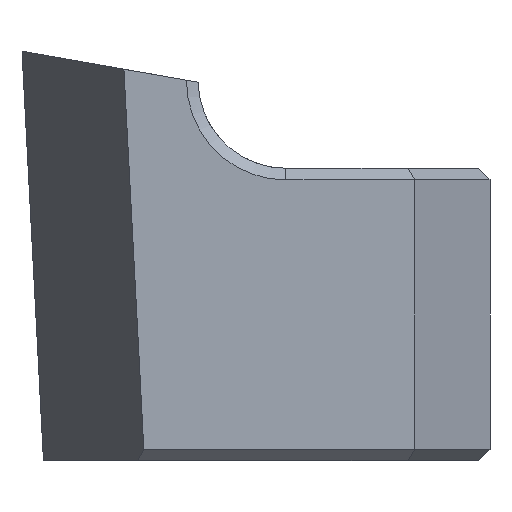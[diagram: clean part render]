
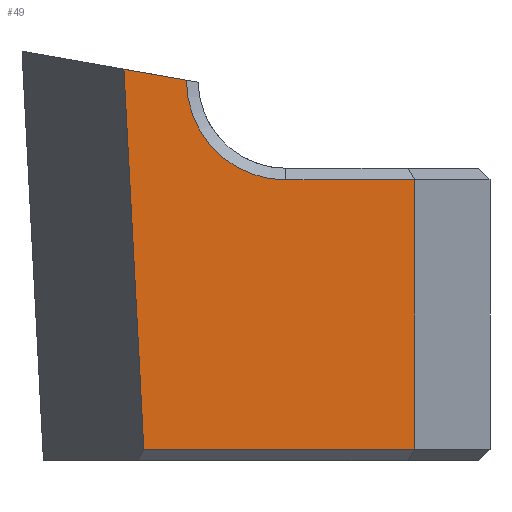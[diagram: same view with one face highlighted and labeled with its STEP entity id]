
A CAD part, left-side view. The second image highlights one B-rep face of the part: STEP entity #49.
In plain terms, the highlighted planar face has unit normal (-1, 0, 0).
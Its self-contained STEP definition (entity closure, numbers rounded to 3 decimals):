
#4 = CARTESIAN_POINT ( 'NONE',  ( -3.04, 1.285, 0.2 ) ) ;
#5 = CARTESIAN_POINT ( 'NONE',  ( -3.04, 1.285, 4.8 ) ) ;
#15 = ORIENTED_EDGE ( 'NONE', *, *, #323, .T. ) ;
#49 = ADVANCED_FACE ( 'NONE', ( #841 ), #547, .F. ) ;
#61 = ORIENTED_EDGE ( 'NONE', *, *, #203, .T. ) ;
#114 = CARTESIAN_POINT ( 'NONE',  ( -3.04, 5.917, 0.2 ) ) ;
#121 = CARTESIAN_POINT ( 'NONE',  ( -3.04, 6.258, 6.693 ) ) ;
#137 = EDGE_CURVE ( 'NONE', #870, #778, #897, .T. ) ;
#152 = CARTESIAN_POINT ( 'NONE',  ( -3.04, 1.285, 7. ) ) ;
#164 = DIRECTION ( 'NONE',  ( 0., 1., 0. ) ) ;
#174 = EDGE_LOOP ( 'NONE', ( #459, #15, #234, #333, #61, #599 ) ) ;
#203 = EDGE_CURVE ( 'NONE', #969, #803, #259, .T. ) ;
#234 = ORIENTED_EDGE ( 'NONE', *, *, #137, .F. ) ;
#259 = CIRCLE ( 'NONE', #960, 1.7 ) ;
#296 = LINE ( 'NONE', #642, #586 ) ;
#323 = EDGE_CURVE ( 'NONE', #593, #778, #656, .T. ) ;
#333 = ORIENTED_EDGE ( 'NONE', *, *, #858, .T. ) ;
#380 = EDGE_CURVE ( 'NONE', #591, #803, #644, .T. ) ;
#419 = VECTOR ( 'NONE', #822, 1000. ) ;
#459 = ORIENTED_EDGE ( 'NONE', *, *, #930, .F. ) ;
#470 = DIRECTION ( 'NONE',  ( 0., 0., -1. ) ) ;
#478 = DIRECTION ( 'NONE',  ( 1., 0., 0. ) ) ;
#486 = CARTESIAN_POINT ( 'NONE',  ( -3.04, 3.489, 6.5 ) ) ;
#526 = DIRECTION ( 'NONE',  ( 0., -0.985, -0.174 ) ) ;
#547 = PLANE ( 'NONE',  #850 ) ;
#586 = VECTOR ( 'NONE', #943, 1000. ) ;
#591 = VERTEX_POINT ( 'NONE', #121 ) ;
#593 = VERTEX_POINT ( 'NONE', #114 ) ;
#599 = ORIENTED_EDGE ( 'NONE', *, *, #380, .F. ) ;
#620 = DIRECTION ( 'NONE',  ( 0., 0., -1. ) ) ;
#629 = LINE ( 'NONE', #926, #848 ) ;
#642 = CARTESIAN_POINT ( 'NONE',  ( -3.04, 5.891, -0.309 ) ) ;
#644 = LINE ( 'NONE', #1019, #813 ) ;
#656 = LINE ( 'NONE', #4, #693 ) ;
#693 = VECTOR ( 'NONE', #999, 1000. ) ;
#718 = CARTESIAN_POINT ( 'NONE',  ( -3.04, 3.489, 4.8 ) ) ;
#778 = VERTEX_POINT ( 'NONE', #990 ) ;
#803 = VERTEX_POINT ( 'NONE', #1072 ) ;
#813 = VECTOR ( 'NONE', #526, 1000. ) ;
#822 = DIRECTION ( 'NONE',  ( 0., 0., -1. ) ) ;
#841 = FACE_OUTER_BOUND ( 'NONE', #174, .T. ) ;
#848 = VECTOR ( 'NONE', #164, 1000. ) ;
#850 = AXIS2_PLACEMENT_3D ( 'NONE', #152, #913, #620 ) ;
#858 = EDGE_CURVE ( 'NONE', #870, #969, #629, .T. ) ;
#870 = VERTEX_POINT ( 'NONE', #5 ) ;
#897 = LINE ( 'NONE', #974, #419 ) ;
#913 = DIRECTION ( 'NONE',  ( 1., 0., 0. ) ) ;
#926 = CARTESIAN_POINT ( 'NONE',  ( -3.04, 3.489, 4.8 ) ) ;
#930 = EDGE_CURVE ( 'NONE', #593, #591, #296, .T. ) ;
#943 = DIRECTION ( 'NONE',  ( 0., 0.052, 0.999 ) ) ;
#960 = AXIS2_PLACEMENT_3D ( 'NONE', #486, #478, #470 ) ;
#969 = VERTEX_POINT ( 'NONE', #718 ) ;
#974 = CARTESIAN_POINT ( 'NONE',  ( -3.04, 1.285, 7. ) ) ;
#990 = CARTESIAN_POINT ( 'NONE',  ( -3.04, 1.285, 0.2 ) ) ;
#999 = DIRECTION ( 'NONE',  ( 0., -1., 0. ) ) ;
#1019 = CARTESIAN_POINT ( 'NONE',  ( -3.04, -0.956, 5.421 ) ) ;
#1072 = CARTESIAN_POINT ( 'NONE',  ( -3.04, 5.189, 6.504 ) ) ;
